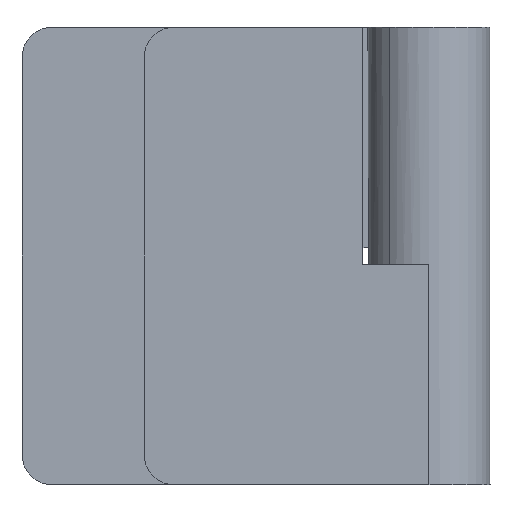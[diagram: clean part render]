
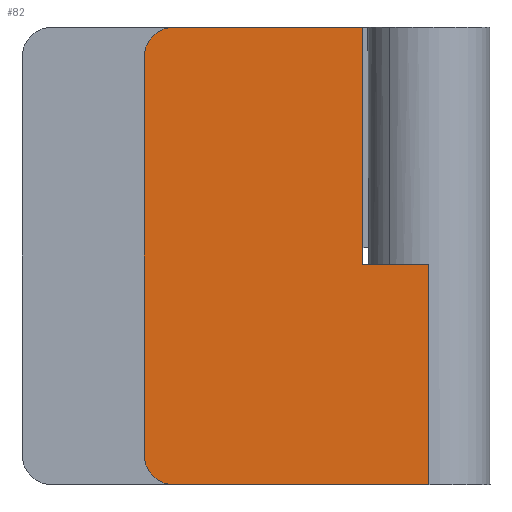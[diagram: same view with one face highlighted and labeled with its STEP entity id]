
A CAD part, front view. The second image highlights one B-rep face of the part: STEP entity #82.
In plain terms, the highlighted planar face has unit normal (0, -1, 0).
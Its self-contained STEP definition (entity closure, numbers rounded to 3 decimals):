
#82=ADVANCED_FACE('',(#185),#186,.F.);
#185=FACE_OUTER_BOUND('',#311,.T.);
#186=PLANE('',#312);
#311=EDGE_LOOP('',(#495,#496,#497,#498,#499,#500,#501,#502));
#312=AXIS2_PLACEMENT_3D('',#503,#504,#505);
#495=ORIENTED_EDGE('',*,*,#775,.F.);
#496=ORIENTED_EDGE('',*,*,#743,.T.);
#497=ORIENTED_EDGE('',*,*,#747,.F.);
#498=ORIENTED_EDGE('',*,*,#751,.T.);
#499=ORIENTED_EDGE('',*,*,#735,.T.);
#500=ORIENTED_EDGE('',*,*,#756,.F.);
#501=ORIENTED_EDGE('',*,*,#770,.T.);
#502=ORIENTED_EDGE('',*,*,#773,.T.);
#503=CARTESIAN_POINT('',(-14.0,-6.0,0.));
#504=DIRECTION('',(0.0,1.0,0.));
#505=DIRECTION('',(-1.0,0.0,0.0));
#735=EDGE_CURVE('',#866,#864,#867,.T.);
#743=EDGE_CURVE('',#875,#879,#881,.T.);
#747=EDGE_CURVE('',#885,#879,#887,.T.);
#751=EDGE_CURVE('',#885,#866,#892,.T.);
#756=EDGE_CURVE('',#898,#864,#900,.T.);
#770=EDGE_CURVE('',#898,#919,#921,.T.);
#773=EDGE_CURVE('',#919,#923,#925,.T.);
#775=EDGE_CURVE('',#875,#923,#927,.T.);
#864=VERTEX_POINT('',#1053);
#866=VERTEX_POINT('',#1055);
#867=LINE('',#1056,#1057);
#875=VERTEX_POINT('',#1066);
#879=VERTEX_POINT('',#1072);
#881=LINE('',#1075,#1076);
#885=VERTEX_POINT('',#1080);
#887=CIRCLE('',#1083,3.0);
#892=LINE('',#1089,#1090);
#898=VERTEX_POINT('',#1097);
#900=LINE('',#1100,#1101);
#919=VERTEX_POINT('',#1125);
#921=LINE('',#1128,#1129);
#923=VERTEX_POINT('',#1131);
#925=LINE('',#1134,#1135);
#927=CIRCLE('',#1137,3.0);
#1053=CARTESIAN_POINT('',(0.0,-6.0,-0.8));
#1055=CARTESIAN_POINT('',(0.0,-6.0,-22.5));
#1056=CARTESIAN_POINT('',(0.0,-6.0,-22.5));
#1057=VECTOR('',#1290,21.7);
#1066=CARTESIAN_POINT('',(-28.0,-6.,19.5));
#1072=CARTESIAN_POINT('',(-28.0,-6.0,-19.5));
#1075=CARTESIAN_POINT('',(-28.0,-6.,19.5));
#1076=VECTOR('',#1301,39.0);
#1080=CARTESIAN_POINT('',(-25.0,-6.0,-22.5));
#1083=AXIS2_PLACEMENT_3D('',#1306,#1307,#1308);
#1089=CARTESIAN_POINT('',(-25.0,-6.0,-22.5));
#1090=VECTOR('',#1313,25.0);
#1097=CARTESIAN_POINT('',(-6.5,-6.0,-0.8));
#1100=CARTESIAN_POINT('',(-6.5,-6.0,-0.8));
#1101=VECTOR('',#1319,6.5);
#1125=CARTESIAN_POINT('',(-6.5,-6.,22.5));
#1128=CARTESIAN_POINT('',(-6.5,-6.0,-0.8));
#1129=VECTOR('',#1338,23.3);
#1131=CARTESIAN_POINT('',(-25.0,-6.,22.5));
#1134=CARTESIAN_POINT('',(-6.5,-6.,22.5));
#1135=VECTOR('',#1340,18.5);
#1137=AXIS2_PLACEMENT_3D('',#1341,#1342,#1343);
#1290=DIRECTION('',(0.0,0.0,1.0));
#1301=DIRECTION('',(0.0,0.0,-1.0));
#1306=CARTESIAN_POINT('',(-25.0,-6.0,-19.5));
#1307=DIRECTION('',(0.0,1.0,0.0));
#1308=DIRECTION('',(0.0,0.0,-1.0));
#1313=DIRECTION('',(1.0,0.0,0.0));
#1319=DIRECTION('',(1.0,0.0,0.0));
#1338=DIRECTION('',(0.0,0.0,1.0));
#1340=DIRECTION('',(-1.0,0.0,0.0));
#1341=CARTESIAN_POINT('',(-25.0,-6.,19.5));
#1342=DIRECTION('',(0.0,1.0,0.0));
#1343=DIRECTION('',(-1.0,0.0,0.0));
